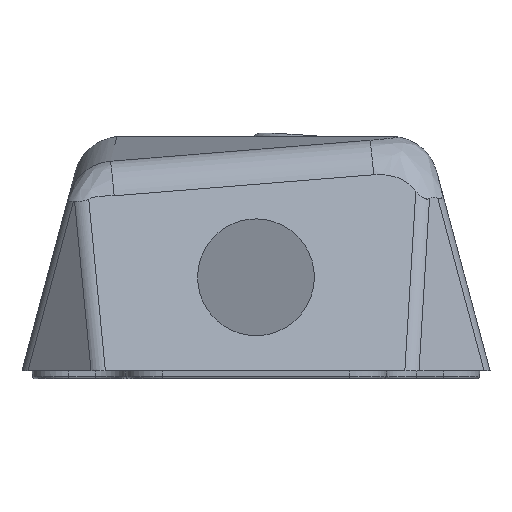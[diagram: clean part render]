
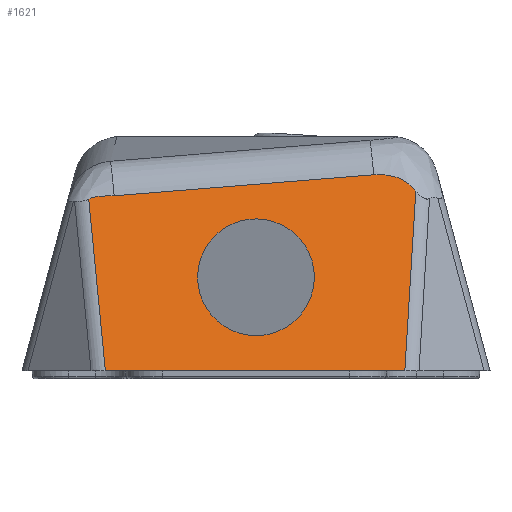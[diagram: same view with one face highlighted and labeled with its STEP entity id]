
A CAD part, front view. The second image highlights one B-rep face of the part: STEP entity #1621.
In plain terms, the highlighted planar face has unit normal (0, -0.966, 0.259).
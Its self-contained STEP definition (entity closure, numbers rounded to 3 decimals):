
#443 = VERTEX_POINT('',#444);
#444 = CARTESIAN_POINT('',(23.9,-60.294,
    34.899));
#498 = EDGE_CURVE('',#499,#443,#501,.T.);
#499 = VERTEX_POINT('',#500);
#500 = CARTESIAN_POINT('',(17.601,-59.643,
    37.328));
#501 = B_SPLINE_CURVE_WITH_KNOTS('',9,(#502,#503,#504,#505,#506,#507,
    #508,#509,#510,#511),.UNSPECIFIED.,.F.,.F.,(10,10),(0.,1.),
  .PIECEWISE_BEZIER_KNOTS.);
#502 = CARTESIAN_POINT('',(17.601,-59.643,
    37.328));
#503 = CARTESIAN_POINT('',(18.803,-59.617,
    37.425));
#504 = CARTESIAN_POINT('',(20.019,-59.632,
    37.371));
#505 = CARTESIAN_POINT('',(21.228,-59.698,
    37.123));
#506 = CARTESIAN_POINT('',(22.387,-59.826,
    36.646));
#507 = CARTESIAN_POINT('',(23.431,-60.022,
    35.915));
#508 = CARTESIAN_POINT('',(24.252,-60.282,
    34.943));
#509 = CARTESIAN_POINT('',(24.776,-60.583,33.821)
  );
#510 = CARTESIAN_POINT('',(24.992,-60.899,
    32.641));
#511 = CARTESIAN_POINT('',(24.921,-61.211,
    31.478));
#1202 = VERTEX_POINT('',#1203);
#1203 = CARTESIAN_POINT('',(-22.535,-67.501,8.));
#1210 = EDGE_CURVE('',#1202,#1211,#1213,.T.);
#1211 = VERTEX_POINT('',#1212);
#1212 = CARTESIAN_POINT('',(22.261,-67.501,8.));
#1213 = LINE('',#1214,#1215);
#1214 = CARTESIAN_POINT('',(50.,-67.501,8.));
#1215 = VECTOR('',#1216,1.);
#1216 = DIRECTION('',(1.,0.,0.));
#1485 = EDGE_CURVE('',#443,#1211,#1486,.T.);
#1486 = LINE('',#1487,#1488);
#1487 = CARTESIAN_POINT('',(23.696,-61.192,
    31.547));
#1488 = VECTOR('',#1489,1.);
#1489 = DIRECTION('',(-0.059,-0.258,
    -0.964));
#1599 = VERTEX_POINT('',#1600);
#1600 = CARTESIAN_POINT('',(-21.222,-60.484,
    34.19));
#1611 = EDGE_CURVE('',#1599,#499,#1612,.T.);
#1612 = LINE('',#1613,#1614);
#1613 = CARTESIAN_POINT('',(-26.325,-60.594,
    33.778));
#1614 = VECTOR('',#1615,1.);
#1615 = DIRECTION('',(0.997,0.022,0.081
    ));
#1621 = ADVANCED_FACE('',(#1622,#1649),#1660,.F.);
#1622 = FACE_BOUND('',#1623,.F.);
#1623 = EDGE_LOOP('',(#1624,#1632,#1645,#1646,#1647,#1648));
#1624 = ORIENTED_EDGE('',*,*,#1625,.T.);
#1625 = EDGE_CURVE('',#1202,#1626,#1628,.T.);
#1626 = VERTEX_POINT('',#1627);
#1627 = CARTESIAN_POINT('',(-25.019,-60.627,
    33.654));
#1628 = LINE('',#1629,#1630);
#1629 = CARTESIAN_POINT('',(-21.771,-69.615,
    0.111));
#1630 = VECTOR('',#1631,1.);
#1631 = DIRECTION('',(-0.093,0.258,0.962)
  );
#1632 = ORIENTED_EDGE('',*,*,#1633,.F.);
#1633 = EDGE_CURVE('',#1599,#1626,#1634,.T.);
#1634 = B_SPLINE_CURVE_WITH_KNOTS('',9,(#1635,#1636,#1637,#1638,#1639,
    #1640,#1641,#1642,#1643,#1644),.UNSPECIFIED.,.F.,.F.,(10,10),(0.,1.)
  ,.PIECEWISE_BEZIER_KNOTS.);
#1635 = CARTESIAN_POINT('',(-21.222,-60.484,
    34.19));
#1636 = CARTESIAN_POINT('',(-21.913,-60.499,
    34.134));
#1637 = CARTESIAN_POINT('',(-22.61,-60.494,
    34.153));
#1638 = CARTESIAN_POINT('',(-23.295,-60.484,
    34.189));
#1639 = CARTESIAN_POINT('',(-23.998,-60.493,
    34.155));
#1640 = CARTESIAN_POINT('',(-24.683,-60.523,
    34.044));
#1641 = CARTESIAN_POINT('',(-25.411,-60.612,
    33.713));
#1642 = CARTESIAN_POINT('',(-25.928,-60.771,
    33.117));
#1643 = CARTESIAN_POINT('',(-26.143,-60.957,
    32.426));
#1644 = CARTESIAN_POINT('',(-26.079,-61.135,
    31.759));
#1645 = ORIENTED_EDGE('',*,*,#1611,.T.);
#1646 = ORIENTED_EDGE('',*,*,#498,.T.);
#1647 = ORIENTED_EDGE('',*,*,#1485,.T.);
#1648 = ORIENTED_EDGE('',*,*,#1210,.F.);
#1649 = FACE_BOUND('',#1650,.F.);
#1650 = EDGE_LOOP('',(#1651));
#1651 = ORIENTED_EDGE('',*,*,#1652,.F.);
#1652 = EDGE_CURVE('',#1653,#1653,#1655,.T.);
#1653 = VERTEX_POINT('',#1654);
#1654 = CARTESIAN_POINT('',(8.73,-63.75,22.));
#1655 = ELLIPSE('',#1656,9.038,8.73);
#1656 = AXIS2_PLACEMENT_3D('',#1657,#1658,#1659);
#1657 = CARTESIAN_POINT('',(0.,-63.75,22.));
#1658 = DIRECTION('',(0.,0.966,-0.259)
  );
#1659 = DIRECTION('',(0.,0.259,0.966)
  );
#1660 = PLANE('',#1661);
#1661 = AXIS2_PLACEMENT_3D('',#1662,#1663,#1664);
#1662 = CARTESIAN_POINT('',(100.,-69.645,0.));
#1663 = DIRECTION('',(0.,0.966,-0.259)
  );
#1664 = DIRECTION('',(0.,0.259,0.966)
  );
